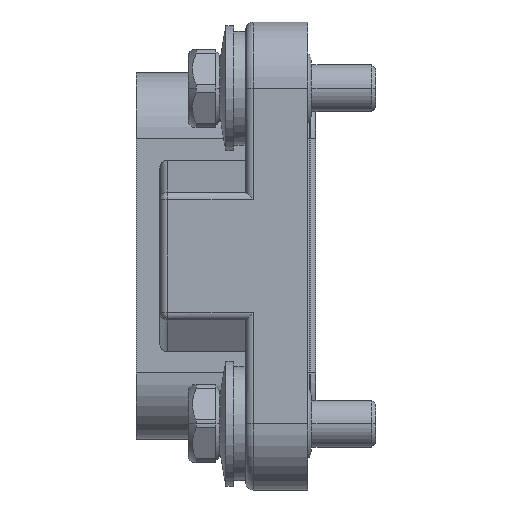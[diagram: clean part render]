
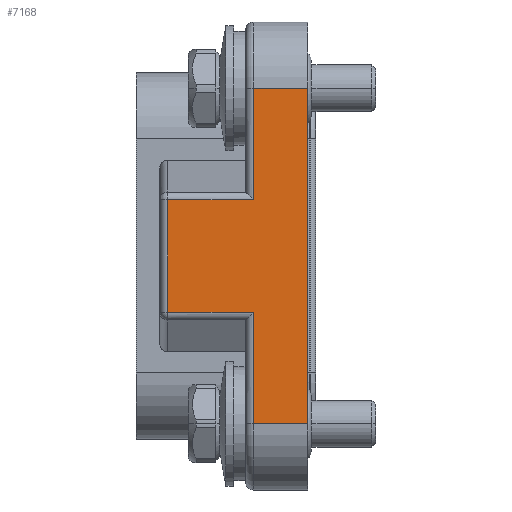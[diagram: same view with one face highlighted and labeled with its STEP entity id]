
A CAD part, left-side view. The second image highlights one B-rep face of the part: STEP entity #7168.
In plain terms, the highlighted planar face has unit normal (-1, 0, 0).
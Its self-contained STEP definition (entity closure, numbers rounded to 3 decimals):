
#412=DIRECTION('',(0.,0.,1.));
#413=VECTOR('',#412,43.);
#414=CARTESIAN_POINT('',(-77.896,-9.757,
-21.5));
#415=LINE('',#414,#413);
#550=DIRECTION('',(0.,-1.,0.));
#551=VECTOR('',#550,7.);
#552=CARTESIAN_POINT('',(-77.896,-2.757,
-21.5));
#553=LINE('',#552,#551);
#562=DIRECTION('',(0.,0.,-1.));
#563=VECTOR('',#562,14.267);
#564=CARTESIAN_POINT('',(-77.896,-2.757,21.5));
#565=LINE('',#564,#563);
#566=CARTESIAN_POINT('',(-77.896,-2.757,7.233));
#945=DIRECTION('',(0.,0.,-1.));
#946=VECTOR('',#945,14.465);
#947=CARTESIAN_POINT('',(-77.896,8.243,7.233));
#948=LINE('',#947,#946);
#1010=DIRECTION('',(0.,1.,0.));
#1011=VECTOR('',#1010,11.);
#1012=CARTESIAN_POINT('',(-77.896,-2.757,
7.233));
#1013=LINE('',#1012,#1011);
#1115=DIRECTION('',(0.,-1.,0.));
#1116=VECTOR('',#1115,11.);
#1117=CARTESIAN_POINT('',(-77.896,8.243,
-7.233));
#1118=LINE('',#1117,#1116);
#1131=DIRECTION('',(0.,0.,-1.));
#1132=VECTOR('',#1131,14.267);
#1133=CARTESIAN_POINT('',(-77.896,-2.757,
-7.233));
#1134=LINE('',#1133,#1132);
#1383=DIRECTION('',(0.,1.,0.));
#1384=VECTOR('',#1383,7.);
#1385=CARTESIAN_POINT('',(-77.896,-9.757,
21.5));
#1386=LINE('',#1385,#1384);
#5346=CARTESIAN_POINT('',(-77.896,8.243,
-7.233));
#5347=VERTEX_POINT('',#5346);
#5352=CARTESIAN_POINT('',(-77.896,8.243,7.233));
#5353=VERTEX_POINT('',#5352);
#5366=VERTEX_POINT('',#566);
#5367=CARTESIAN_POINT('',(-77.896,-2.757,
21.5));
#5368=VERTEX_POINT('',#5367);
#5433=CARTESIAN_POINT('',(-77.896,-9.757,
-21.5));
#5434=VERTEX_POINT('',#5433);
#5435=CARTESIAN_POINT('',(-77.896,-9.757,
21.5));
#5436=VERTEX_POINT('',#5435);
#5487=CARTESIAN_POINT('',(-77.896,-2.757,
-21.5));
#5488=VERTEX_POINT('',#5487);
#5489=CARTESIAN_POINT('',(-77.896,-2.757,
-7.233));
#5490=VERTEX_POINT('',#5489);
#7147=CARTESIAN_POINT('',(-77.896,-1.757,
-30.));
#7148=DIRECTION('',(-1.,0.,0.));
#7149=DIRECTION('',(0.,0.,1.));
#7150=AXIS2_PLACEMENT_3D('',#7147,#7148,#7149);
#7151=PLANE('',#7150);
#7153=ORIENTED_EDGE('',*,*,#7152,.F.);
#7155=ORIENTED_EDGE('',*,*,#7154,.F.);
#7156=ORIENTED_EDGE('',*,*,#7031,.F.);
#7157=ORIENTED_EDGE('',*,*,#7138,.F.);
#7159=ORIENTED_EDGE('',*,*,#7158,.F.);
#7161=ORIENTED_EDGE('',*,*,#7160,.F.);
#7163=ORIENTED_EDGE('',*,*,#7162,.F.);
#7165=ORIENTED_EDGE('',*,*,#7164,.F.);
#7166=EDGE_LOOP('',(#7153,#7155,#7156,#7157,#7159,#7161,#7163,#7165));
#7167=FACE_OUTER_BOUND('',#7166,.F.);
#7168=ADVANCED_FACE('',(#7167),#7151,.T.);
#7031=EDGE_CURVE('',#5434,#5436,#415,.T.);
#7138=EDGE_CURVE('',#5488,#5434,#553,.T.);
#7152=EDGE_CURVE('',#5368,#5366,#565,.T.);
#7154=EDGE_CURVE('',#5436,#5368,#1386,.T.);
#7158=EDGE_CURVE('',#5490,#5488,#1134,.T.);
#7160=EDGE_CURVE('',#5347,#5490,#1118,.T.);
#7162=EDGE_CURVE('',#5353,#5347,#948,.T.);
#7164=EDGE_CURVE('',#5366,#5353,#1013,.T.);
